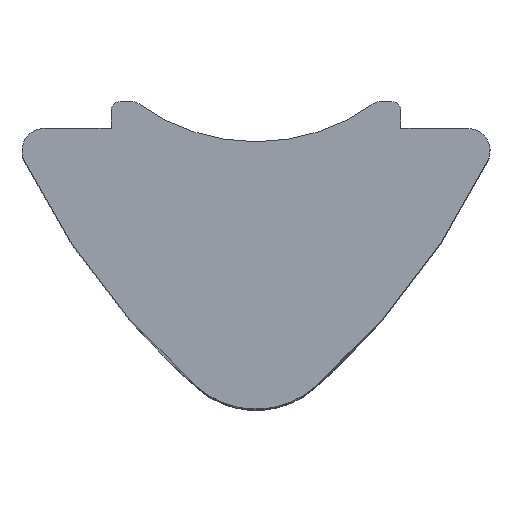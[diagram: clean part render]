
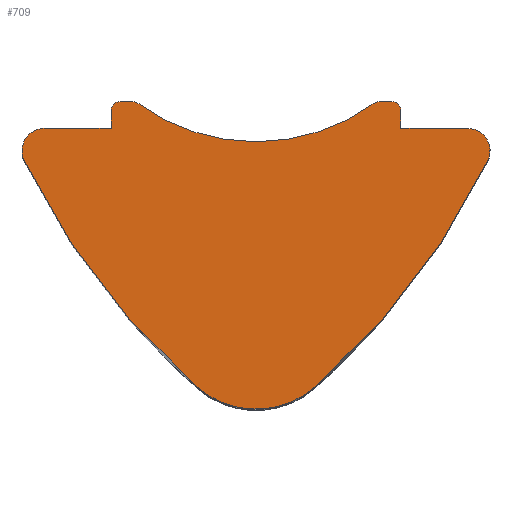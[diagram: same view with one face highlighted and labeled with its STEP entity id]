
A CAD part, top view. The second image highlights one B-rep face of the part: STEP entity #709.
In plain terms, the highlighted planar face has unit normal (0, 0, 1).
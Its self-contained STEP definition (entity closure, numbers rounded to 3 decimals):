
#2 = DIRECTION ( 'NONE',  ( 1., 0., 0. ) ) ;
#12 = AXIS2_PLACEMENT_3D ( 'NONE', #98, #853, #355 ) ;
#18 = CARTESIAN_POINT ( 'NONE',  ( -3.25, 0., 8.5 ) ) ;
#26 = CARTESIAN_POINT ( 'NONE',  ( 4.75, 0., 8.5 ) ) ;
#35 = VERTEX_POINT ( 'NONE', #202 ) ;
#52 = ORIENTED_EDGE ( 'NONE', *, *, #215, .T. ) ;
#57 = VERTEX_POINT ( 'NONE', #1053 ) ;
#59 = ORIENTED_EDGE ( 'NONE', *, *, #717, .T. ) ;
#62 = CARTESIAN_POINT ( 'NONE',  ( -3.25, 0., 8.5 ) ) ;
#63 = CARTESIAN_POINT ( 'NONE',  ( -1.315, -5.807, 8.5 ) ) ;
#68 = EDGE_CURVE ( 'NONE', #448, #979, #835, .T. ) ;
#69 = DIRECTION ( 'NONE',  ( -1., 0., 0. ) ) ;
#73 = VERTEX_POINT ( 'NONE', #134 ) ;
#89 = CARTESIAN_POINT ( 'NONE',  ( 4.75, 0., 8.5 ) ) ;
#90 = CARTESIAN_POINT ( 'NONE',  ( -4.75, 0., 8.5 ) ) ;
#96 = CARTESIAN_POINT ( 'NONE',  ( 9.203, 6.25, 8.5 ) ) ;
#97 = CIRCLE ( 'NONE', #165, 16. ) ;
#98 = CARTESIAN_POINT ( 'NONE',  ( -4.75, -0.5, 8.5 ) ) ;
#99 = CARTESIAN_POINT ( 'NONE',  ( 3.25, 0.4, 8.5 ) ) ;
#100 = ORIENTED_EDGE ( 'NONE', *, *, #198, .T. ) ;
#101 = EDGE_CURVE ( 'NONE', #900, #448, #586, .T. ) ;
#103 = DIRECTION ( 'NONE',  ( 0., -1., 0. ) ) ;
#105 = VERTEX_POINT ( 'NONE', #63 ) ;
#111 = ORIENTED_EDGE ( 'NONE', *, *, #813, .T. ) ;
#115 = ORIENTED_EDGE ( 'NONE', *, *, #666, .T. ) ;
#126 = VECTOR ( 'NONE', #821, 1000. ) ;
#134 = CARTESIAN_POINT ( 'NONE',  ( 5.2, -0.718, 8.5 ) ) ;
#140 = EDGE_CURVE ( 'NONE', #105, #643, #174, .T. ) ;
#141 = EDGE_LOOP ( 'NONE', ( #444, #940, #59, #100, #798, #521, #740, #207, #52, #317, #115, #111, #290, #862, #275, #265, #518 ) ) ;
#149 = CARTESIAN_POINT ( 'NONE',  ( 0., -4.3, 8.5 ) ) ;
#152 = EDGE_CURVE ( 'NONE', #704, #924, #153, .T. ) ;
#153 = CIRCLE ( 'NONE', #1026, 4.5 ) ;
#165 = AXIS2_PLACEMENT_3D ( 'NONE', #1067, #575, #69 ) ;
#166 = VECTOR ( 'NONE', #984, 1000. ) ;
#174 = CIRCLE ( 'NONE', #913, 2. ) ;
#175 = DIRECTION ( 'NONE',  ( -1., 0., 0. ) ) ;
#180 = DIRECTION ( 'NONE',  ( 1., 0., 0. ) ) ;
#182 = AXIS2_PLACEMENT_3D ( 'NONE', #259, #843, #343 ) ;
#192 = CARTESIAN_POINT ( 'NONE',  ( -3.25, 0.6, 8.5 ) ) ;
#197 = VERTEX_POINT ( 'NONE', #737 ) ;
#198 = EDGE_CURVE ( 'NONE', #851, #877, #349, .T. ) ;
#202 = CARTESIAN_POINT ( 'NONE',  ( -5.25, -0.5, 8.5 ) ) ;
#207 = ORIENTED_EDGE ( 'NONE', *, *, #140, .T. ) ;
#208 = DIRECTION ( 'NONE',  ( 0., 0., 1. ) ) ;
#215 = EDGE_CURVE ( 'NONE', #643, #73, #97, .T. ) ;
#233 = DIRECTION ( 'NONE',  ( 1., 0., 0. ) ) ;
#235 = EDGE_CURVE ( 'NONE', #57, #625, #959, .T. ) ;
#242 = CIRCLE ( 'NONE', #182, 0.2 ) ;
#252 = DIRECTION ( 'NONE',  ( 0., 0., 1. ) ) ;
#259 = CARTESIAN_POINT ( 'NONE',  ( -2.766, 0.4, 8.5 ) ) ;
#265 = ORIENTED_EDGE ( 'NONE', *, *, #152, .T. ) ;
#268 = CIRCLE ( 'NONE', #295, 0.5 ) ;
#269 = CIRCLE ( 'NONE', #395, 0.5 ) ;
#270 = PLANE ( 'NONE',  #12 ) ;
#275 = ORIENTED_EDGE ( 'NONE', *, *, #1066, .T. ) ;
#278 = CARTESIAN_POINT ( 'NONE',  ( 3.25, 0., 8.5 ) ) ;
#280 = AXIS2_PLACEMENT_3D ( 'NONE', #328, #908, #411 ) ;
#290 = ORIENTED_EDGE ( 'NONE', *, *, #101, .T. ) ;
#294 = LINE ( 'NONE', #18, #712 ) ;
#295 = AXIS2_PLACEMENT_3D ( 'NONE', #363, #947, #449 ) ;
#303 = CIRCLE ( 'NONE', #743, 0.2 ) ;
#309 = EDGE_CURVE ( 'NONE', #877, #35, #269, .T. ) ;
#317 = ORIENTED_EDGE ( 'NONE', *, *, #591, .T. ) ;
#328 = CARTESIAN_POINT ( 'NONE',  ( -3.05, 0.4, 8.5 ) ) ;
#338 = CARTESIAN_POINT ( 'NONE',  ( 3.25, 0., 8.5 ) ) ;
#342 = CARTESIAN_POINT ( 'NONE',  ( 1.315, -5.807, 8.5 ) ) ;
#343 = DIRECTION ( 'NONE',  ( 1., 0., 0. ) ) ;
#349 = LINE ( 'NONE', #62, #126 ) ;
#355 = DIRECTION ( 'NONE',  ( 1., 0., 0. ) ) ;
#363 = CARTESIAN_POINT ( 'NONE',  ( -4.75, -0.5, 8.5 ) ) ;
#380 = DIRECTION ( 'NONE',  ( 1., 0., 0. ) ) ;
#385 = DIRECTION ( 'NONE',  ( 0., 0., 1. ) ) ;
#387 = CARTESIAN_POINT ( 'NONE',  ( 3.05, 0.4, 8.5 ) ) ;
#395 = AXIS2_PLACEMENT_3D ( 'NONE', #996, #499, #2 ) ;
#411 = DIRECTION ( 'NONE',  ( 1., 0., 0. ) ) ;
#420 = EDGE_CURVE ( 'NONE', #432, #105, #1044, .T. ) ;
#428 = AXIS2_PLACEMENT_3D ( 'NONE', #753, #252, #832 ) ;
#432 = VERTEX_POINT ( 'NONE', #1012 ) ;
#440 = VECTOR ( 'NONE', #782, 1000. ) ;
#444 = ORIENTED_EDGE ( 'NONE', *, *, #987, .T. ) ;
#448 = VERTEX_POINT ( 'NONE', #506 ) ;
#449 = DIRECTION ( 'NONE',  ( 1., 0., 0. ) ) ;
#482 = CARTESIAN_POINT ( 'NONE',  ( 0., 4.2, 8.5 ) ) ;
#499 = DIRECTION ( 'NONE',  ( 0., 0., 1. ) ) ;
#506 = CARTESIAN_POINT ( 'NONE',  ( 3.05, 0.6, 8.5 ) ) ;
#511 = FACE_OUTER_BOUND ( 'NONE', #141, .T. ) ;
#518 = ORIENTED_EDGE ( 'NONE', *, *, #867, .T. ) ;
#521 = ORIENTED_EDGE ( 'NONE', *, *, #810, .T. ) ;
#523 = AXIS2_PLACEMENT_3D ( 'NONE', #387, #385, #380 ) ;
#552 = VECTOR ( 'NONE', #943, 1000. ) ;
#568 = DIRECTION ( 'NONE',  ( 1., 0., 0. ) ) ;
#575 = DIRECTION ( 'NONE',  ( 0., 0., 1. ) ) ;
#586 = CIRCLE ( 'NONE', #523, 0.2 ) ;
#591 = EDGE_CURVE ( 'NONE', #73, #815, #672, .T. ) ;
#625 = VERTEX_POINT ( 'NONE', #837 ) ;
#643 = VERTEX_POINT ( 'NONE', #342 ) ;
#652 = VERTEX_POINT ( 'NONE', #338 ) ;
#666 = EDGE_CURVE ( 'NONE', #815, #652, #818, .T. ) ;
#672 = CIRCLE ( 'NONE', #428, 0.5 ) ;
#681 = DIRECTION ( 'NONE',  ( 0., 0., 1. ) ) ;
#684 = CARTESIAN_POINT ( 'NONE',  ( 2.648, 0.562, 8.5 ) ) ;
#704 = VERTEX_POINT ( 'NONE', #684 ) ;
#706 = CARTESIAN_POINT ( 'NONE',  ( 2.766, 0.4, 8.5 ) ) ;
#709 = ADVANCED_FACE ( 'NONE', ( #511 ), #270, .T. ) ;
#712 = VECTOR ( 'NONE', #103, 1000. ) ;
#717 = EDGE_CURVE ( 'NONE', #625, #851, #294, .T. ) ;
#729 = AXIS2_PLACEMENT_3D ( 'NONE', #96, #681, #180 ) ;
#734 = DIRECTION ( 'NONE',  ( 0., 0., 1. ) ) ;
#737 = CARTESIAN_POINT ( 'NONE',  ( -2.766, 0.6, 8.5 ) ) ;
#740 = ORIENTED_EDGE ( 'NONE', *, *, #420, .T. ) ;
#743 = AXIS2_PLACEMENT_3D ( 'NONE', #706, #208, #792 ) ;
#753 = CARTESIAN_POINT ( 'NONE',  ( 4.75, -0.5, 8.5 ) ) ;
#754 = CARTESIAN_POINT ( 'NONE',  ( -3.25, 0., 8.5 ) ) ;
#772 = CARTESIAN_POINT ( 'NONE',  ( -2.648, 0.562, 8.5 ) ) ;
#782 = DIRECTION ( 'NONE',  ( 0., 1., 0. ) ) ;
#791 = VECTOR ( 'NONE', #175, 1000. ) ;
#792 = DIRECTION ( 'NONE',  ( 1., 0., 0. ) ) ;
#798 = ORIENTED_EDGE ( 'NONE', *, *, #309, .T. ) ;
#810 = EDGE_CURVE ( 'NONE', #35, #432, #268, .T. ) ;
#813 = EDGE_CURVE ( 'NONE', #652, #900, #880, .T. ) ;
#815 = VERTEX_POINT ( 'NONE', #26 ) ;
#818 = LINE ( 'NONE', #89, #791 ) ;
#821 = DIRECTION ( 'NONE',  ( -1., 0., 0. ) ) ;
#832 = DIRECTION ( 'NONE',  ( -1., 0., 0. ) ) ;
#835 = LINE ( 'NONE', #1041, #166 ) ;
#837 = CARTESIAN_POINT ( 'NONE',  ( -3.25, 0.4, 8.5 ) ) ;
#843 = DIRECTION ( 'NONE',  ( 0., 0., 1. ) ) ;
#851 = VERTEX_POINT ( 'NONE', #754 ) ;
#853 = DIRECTION ( 'NONE',  ( 0., 0., 1. ) ) ;
#862 = ORIENTED_EDGE ( 'NONE', *, *, #68, .T. ) ;
#867 = EDGE_CURVE ( 'NONE', #924, #197, #242, .T. ) ;
#877 = VERTEX_POINT ( 'NONE', #90 ) ;
#880 = LINE ( 'NONE', #278, #440 ) ;
#900 = VERTEX_POINT ( 'NONE', #99 ) ;
#908 = DIRECTION ( 'NONE',  ( 0., 0., 1. ) ) ;
#913 = AXIS2_PLACEMENT_3D ( 'NONE', #149, #734, #233 ) ;
#924 = VERTEX_POINT ( 'NONE', #772 ) ;
#940 = ORIENTED_EDGE ( 'NONE', *, *, #235, .T. ) ;
#943 = DIRECTION ( 'NONE',  ( -1., 0., 0. ) ) ;
#947 = DIRECTION ( 'NONE',  ( 0., 0., 1. ) ) ;
#959 = CIRCLE ( 'NONE', #280, 0.2 ) ;
#979 = VERTEX_POINT ( 'NONE', #1020 ) ;
#984 = DIRECTION ( 'NONE',  ( -1., 0., 0. ) ) ;
#987 = EDGE_CURVE ( 'NONE', #197, #57, #991, .T. ) ;
#991 = LINE ( 'NONE', #192, #552 ) ;
#996 = CARTESIAN_POINT ( 'NONE',  ( -4.75, -0.5, 8.5 ) ) ;
#1012 = CARTESIAN_POINT ( 'NONE',  ( -5.2, -0.718, 8.5 ) ) ;
#1020 = CARTESIAN_POINT ( 'NONE',  ( 2.766, 0.6, 8.5 ) ) ;
#1026 = AXIS2_PLACEMENT_3D ( 'NONE', #482, #1058, #568 ) ;
#1041 = CARTESIAN_POINT ( 'NONE',  ( 3.25, 0.6, 8.5 ) ) ;
#1044 = CIRCLE ( 'NONE', #729, 16. ) ;
#1053 = CARTESIAN_POINT ( 'NONE',  ( -3.05, 0.6, 8.5 ) ) ;
#1058 = DIRECTION ( 'NONE',  ( 0., 0., -1. ) ) ;
#1066 = EDGE_CURVE ( 'NONE', #979, #704, #303, .T. ) ;
#1067 = CARTESIAN_POINT ( 'NONE',  ( -9.203, 6.25, 8.5 ) ) ;
